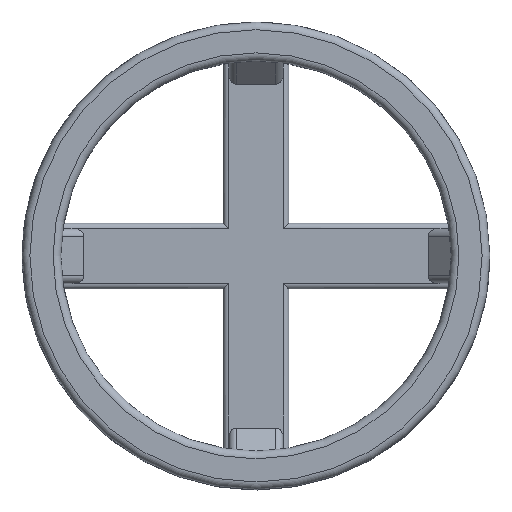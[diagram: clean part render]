
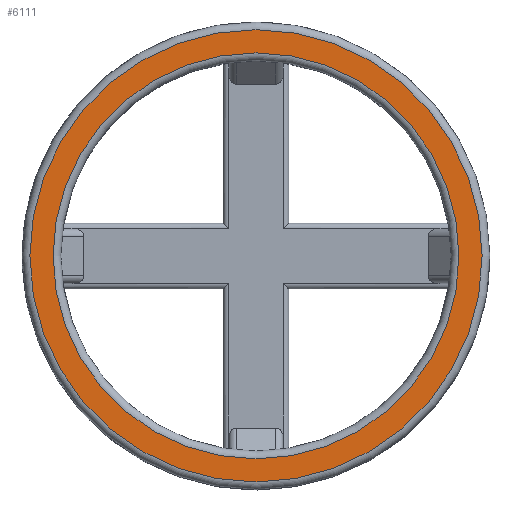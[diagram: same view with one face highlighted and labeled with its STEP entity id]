
A CAD part, top view. The second image highlights one B-rep face of the part: STEP entity #6111.
In plain terms, the highlighted planar face has unit normal (0, 0, 1).
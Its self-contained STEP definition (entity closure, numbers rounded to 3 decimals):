
#478 = TOROIDAL_SURFACE('',#479,26.25,1.);
#479 = AXIS2_PLACEMENT_3D('',#480,#481,#482);
#480 = CARTESIAN_POINT('',(0.,0.,21.));
#481 = DIRECTION('',(0.,0.,1.));
#482 = DIRECTION('',(1.,0.,-0.));
#4594 = VERTEX_POINT('',#4595);
#4595 = CARTESIAN_POINT('',(26.25,0.,22.));
#4615 = EDGE_CURVE('',#4594,#4594,#4616,.T.);
#4616 = SURFACE_CURVE('',#4617,(#4622,#4629),.PCURVE_S1.);
#4617 = CIRCLE('',#4618,26.25);
#4618 = AXIS2_PLACEMENT_3D('',#4619,#4620,#4621);
#4619 = CARTESIAN_POINT('',(0.,0.,22.));
#4620 = DIRECTION('',(0.,0.,1.));
#4621 = DIRECTION('',(1.,0.,-0.));
#4622 = PCURVE('',#478,#4623);
#4623 = DEFINITIONAL_REPRESENTATION('',(#4624),#4628);
#4624 = LINE('',#4625,#4626);
#4625 = CARTESIAN_POINT('',(0.,1.571));
#4626 = VECTOR('',#4627,1.);
#4627 = DIRECTION('',(1.,0.));
#4628 = ( GEOMETRIC_REPRESENTATION_CONTEXT(2) 
PARAMETRIC_REPRESENTATION_CONTEXT() REPRESENTATION_CONTEXT('2D SPACE',''
  ) );
#4629 = PCURVE('',#4630,#4635);
#4630 = PLANE('',#4631);
#4631 = AXIS2_PLACEMENT_3D('',#4632,#4633,#4634);
#4632 = CARTESIAN_POINT('',(0.,0.,22.)
  );
#4633 = DIRECTION('',(0.,0.,1.));
#4634 = DIRECTION('',(1.,0.,-0.));
#4635 = DEFINITIONAL_REPRESENTATION('',(#4636),#4640);
#4636 = CIRCLE('',#4637,26.25);
#4637 = AXIS2_PLACEMENT_2D('',#4638,#4639);
#4638 = CARTESIAN_POINT('',(0.,0.));
#4639 = DIRECTION('',(1.,0.));
#4640 = ( GEOMETRIC_REPRESENTATION_CONTEXT(2) 
PARAMETRIC_REPRESENTATION_CONTEXT() REPRESENTATION_CONTEXT('2D SPACE',''
  ) );
#6111 = ADVANCED_FACE('',(#6112,#6115),#4630,.T.);
#6112 = FACE_BOUND('',#6113,.T.);
#6113 = EDGE_LOOP('',(#6114));
#6114 = ORIENTED_EDGE('',*,*,#4615,.F.);
#6115 = FACE_BOUND('',#6116,.T.);
#6116 = EDGE_LOOP('',(#6117));
#6117 = ORIENTED_EDGE('',*,*,#6118,.T.);
#6118 = EDGE_CURVE('',#6119,#6119,#6121,.T.);
#6119 = VERTEX_POINT('',#6120);
#6120 = CARTESIAN_POINT('',(29.25,0.,22.));
#6121 = SURFACE_CURVE('',#6122,(#6127,#6134),.PCURVE_S1.);
#6122 = CIRCLE('',#6123,29.25);
#6123 = AXIS2_PLACEMENT_3D('',#6124,#6125,#6126);
#6124 = CARTESIAN_POINT('',(0.,0.,22.));
#6125 = DIRECTION('',(0.,0.,1.));
#6126 = DIRECTION('',(1.,0.,-0.));
#6127 = PCURVE('',#4630,#6128);
#6128 = DEFINITIONAL_REPRESENTATION('',(#6129),#6133);
#6129 = CIRCLE('',#6130,29.25);
#6130 = AXIS2_PLACEMENT_2D('',#6131,#6132);
#6131 = CARTESIAN_POINT('',(0.,0.));
#6132 = DIRECTION('',(1.,0.));
#6133 = ( GEOMETRIC_REPRESENTATION_CONTEXT(2) 
PARAMETRIC_REPRESENTATION_CONTEXT() REPRESENTATION_CONTEXT('2D SPACE',''
  ) );
#6134 = PCURVE('',#6135,#6140);
#6135 = TOROIDAL_SURFACE('',#6136,29.25,1.);
#6136 = AXIS2_PLACEMENT_3D('',#6137,#6138,#6139);
#6137 = CARTESIAN_POINT('',(0.,0.,21.));
#6138 = DIRECTION('',(0.,0.,1.));
#6139 = DIRECTION('',(1.,0.,-0.));
#6140 = DEFINITIONAL_REPRESENTATION('',(#6141),#6145);
#6141 = LINE('',#6142,#6143);
#6142 = CARTESIAN_POINT('',(0.,1.571));
#6143 = VECTOR('',#6144,1.);
#6144 = DIRECTION('',(1.,0.));
#6145 = ( GEOMETRIC_REPRESENTATION_CONTEXT(2) 
PARAMETRIC_REPRESENTATION_CONTEXT() REPRESENTATION_CONTEXT('2D SPACE',''
  ) );
